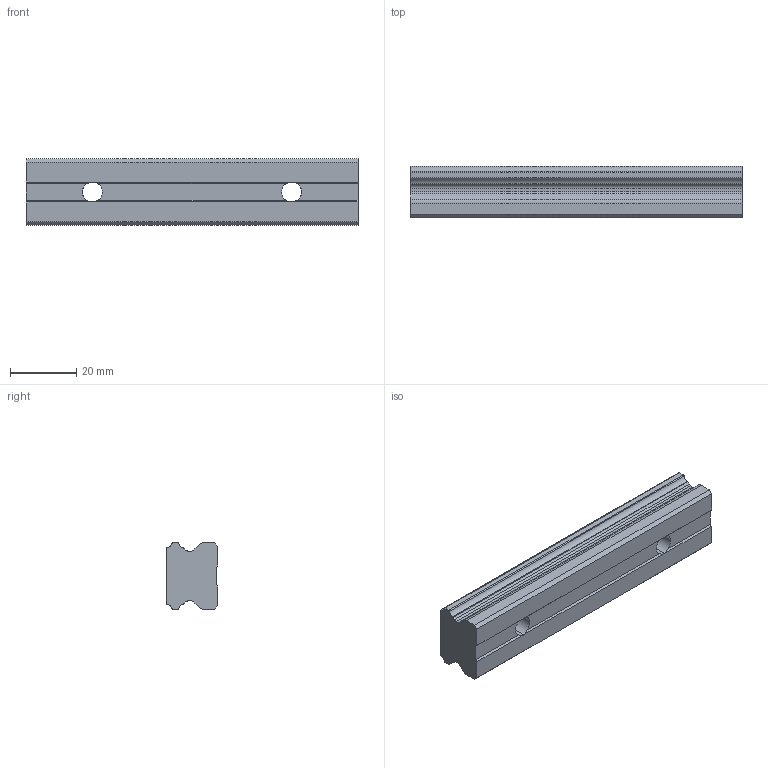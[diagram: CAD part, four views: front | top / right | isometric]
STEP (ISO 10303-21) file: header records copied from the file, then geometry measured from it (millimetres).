
FILE_DESCRIPTION (( 'STEP AP214' ), '1' );
FILE_NAME ('EGR20.STEP', '2025-10-21T06:24:38', ( '' ), ( '' ), 'SwSTEP 2.0', 'SolidWorks 2024', '' );
FILE_SCHEMA (( 'AUTOMOTIVE_DESIGN' ));
Length unit declared in the file: millimetre
Products named in the file (1): EGR20
Bounding box: 100 x 15.5 x 20 mm (x, y, z)
Volume: 26352.3 mm3; surface area: 8579.5 mm2
Topology: 1 solids, 1 shells, 325 faces, 892 edges, 592 vertices
Faces by surface type: plane 194, bspline 105, cylinder 26
Entity records: 15895 total; most frequent: CARTESIAN_POINT 8299, ORIENTED_EDGE 1784, DIRECTION 1168, EDGE_CURVE 892, LINE 622, VECTOR 622, VERTEX_POINT 592, EDGE_LOOP 352
